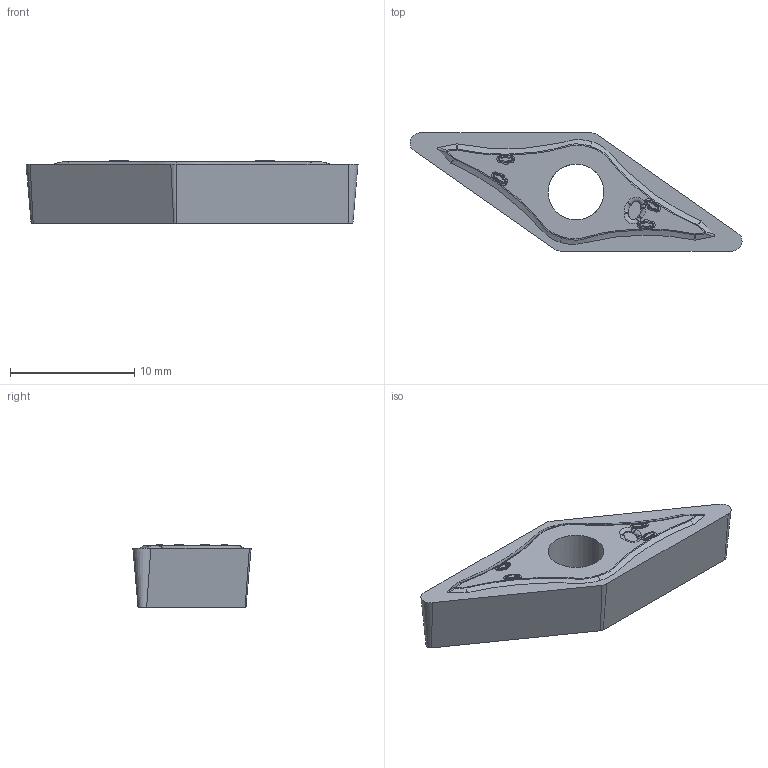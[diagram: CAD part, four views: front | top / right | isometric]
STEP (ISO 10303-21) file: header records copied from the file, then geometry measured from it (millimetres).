
FILE_DESCRIPTION(/* description */ (''),/* implementation_level */ '2;1');
FILE_NAME(/* name */ '115007851ndi000_00_VBMT160408_FM.stp',/* time_stamp */ '2022-01-17T10:29:19+01:00',/* author */ (''),/* organization */ (''),/* preprocessor_version */ 'ST-DEVELOPER v16.7',/* originating_system */ 'SIEMENS PLM Software NX 12.0',/* authorisation */ '');
FILE_SCHEMA (('AUTOMOTIVE_DESIGN { 1 0 10303 214 3 1 1 1 }'));
Length unit declared in the file: millimetre
Products named in the file (1): vt304004FC07ui99
Bounding box: 26.76 x 9.53 x 5.02 mm (x, y, z)
Volume: 620.7 mm3; surface area: 609.8 mm2
Topology: 1 solids, 1 shells, 142 faces, 351 edges, 206 vertices
Faces by surface type: torus 66, bspline 48, plane 13, sphere 10, cone 4, cylinder 1
Full cylindrical faces by diameter (mm): 4.5 x1
Entity records: 9278 total; most frequent: CARTESIAN_POINT 6094, ORIENTED_EDGE 686, DIRECTION 682, EDGE_CURVE 343, AXIS2_PLACEMENT_3D 333, CIRCLE 238, VERTEX_POINT 205, EDGE_LOOP 146
